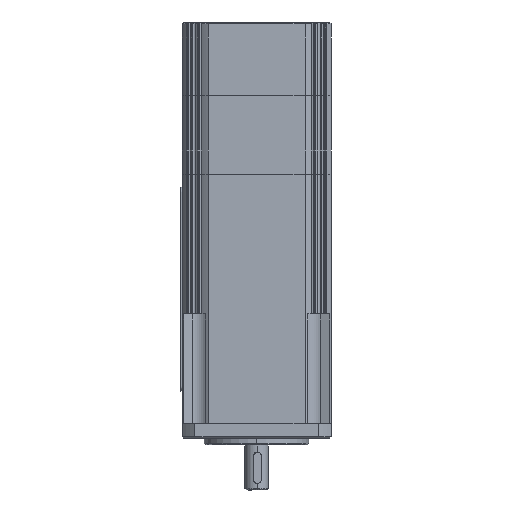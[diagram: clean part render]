
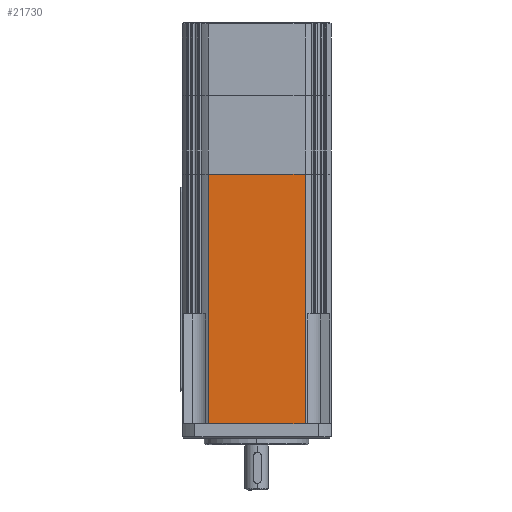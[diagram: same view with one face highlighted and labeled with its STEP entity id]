
A CAD part, front view. The second image highlights one B-rep face of the part: STEP entity #21730.
In plain terms, the highlighted planar face has unit normal (0, -1, 0).
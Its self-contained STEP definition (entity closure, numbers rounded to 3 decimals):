
#21691=CARTESIAN_POINT('',(0.,-28.5,0.0));
#21692=DIRECTION('',(0.0,-1.0,0.0));
#21693=DIRECTION('',(0.0,0.0,-1.0));
#21694=AXIS2_PLACEMENT_3D('',#21691,#21692,#21693);
#21695=PLANE('',#21694);
#21696=CARTESIAN_POINT('',(18.54,-28.5,95.5));
#21697=VERTEX_POINT('',#21696);
#21698=CARTESIAN_POINT('',(-18.54,-28.5,95.5));
#21699=VERTEX_POINT('',#21698);
#21700=CARTESIAN_POINT('',(18.54,-28.5,95.5));
#21701=DIRECTION('',(-1.0,0.0,0.0));
#21702=VECTOR('',#21701,37.081);
#21703=LINE('',#21700,#21702);
#21704=EDGE_CURVE('',#21697,#21699,#21703,.T.);
#21705=ORIENTED_EDGE('',*,*,#21704,.T.);
#21706=CARTESIAN_POINT('',(-18.54,-28.5,0.0));
#21707=VERTEX_POINT('',#21706);
#21708=CARTESIAN_POINT('',(-18.54,-28.5,0.0));
#21709=DIRECTION('',(0.0,0.0,1.0));
#21710=VECTOR('',#21709,95.5);
#21711=LINE('',#21708,#21710);
#21712=EDGE_CURVE('',#21707,#21699,#21711,.T.);
#21713=ORIENTED_EDGE('',*,*,#21712,.F.);
#21714=CARTESIAN_POINT('',(18.54,-28.5,0.0));
#21715=VERTEX_POINT('',#21714);
#21716=CARTESIAN_POINT('',(18.54,-28.5,0.0));
#21717=DIRECTION('',(-1.0,0.0,0.0));
#21718=VECTOR('',#21717,37.081);
#21719=LINE('',#21716,#21718);
#21720=EDGE_CURVE('',#21715,#21707,#21719,.T.);
#21721=ORIENTED_EDGE('',*,*,#21720,.F.);
#21722=CARTESIAN_POINT('',(18.54,-28.5,0.0));
#21723=DIRECTION('',(0.0,0.0,1.0));
#21724=VECTOR('',#21723,95.5);
#21725=LINE('',#21722,#21724);
#21726=EDGE_CURVE('',#21715,#21697,#21725,.T.);
#21727=ORIENTED_EDGE('',*,*,#21726,.T.);
#21728=EDGE_LOOP('',(#21705,#21713,#21721,#21727));
#21729=FACE_OUTER_BOUND('',#21728,.T.);
#21730=ADVANCED_FACE('',(#21729),#21695,.T.);
